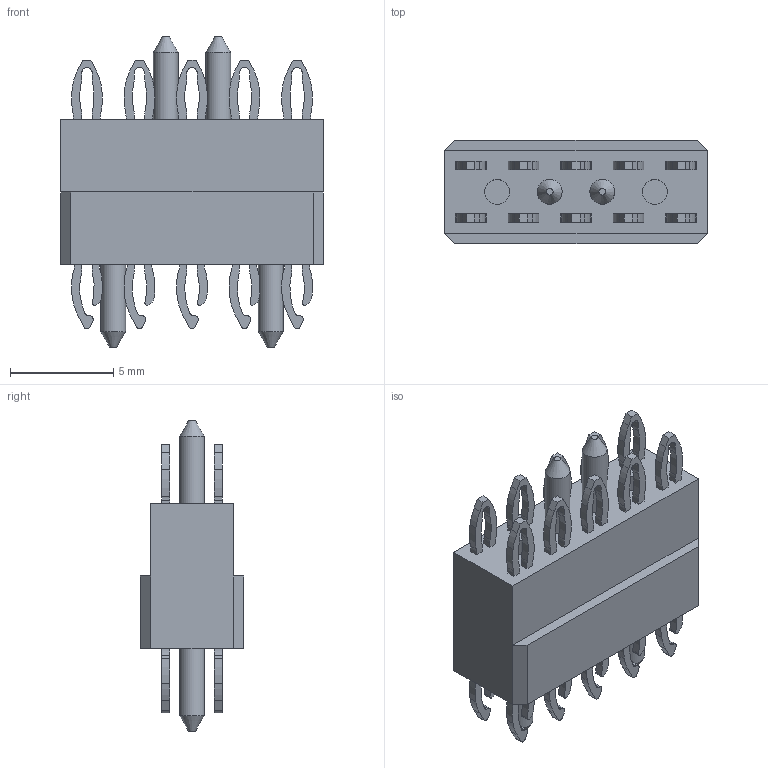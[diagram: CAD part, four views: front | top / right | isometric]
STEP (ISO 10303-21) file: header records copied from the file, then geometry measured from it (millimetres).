
FILE_DESCRIPTION(/* description */ (''),/* implementation_level */ '2;1');
FILE_NAME(/* name */ 'B2B-KON_41.10.254.01.01.step',/* time_stamp */ '2024-04-03T07:09:14+02:00',/* author */ (''),/* organization */ (''),/* preprocessor_version */ 'ST-DEVELOPER v20',/* originating_system */ 'Autodesk Translation Framework v12.20.1.177',/* authorisation */ '');
FILE_SCHEMA (('AUTOMOTIVE_DESIGN { 1 0 10303 214 3 1 1 }'));
Length unit declared in the file: millimetre
Products named in the file (1): B2B-KON_41.10.254.01.01
Bounding box: 12.7 x 5 x 15 mm (x, y, z)
Volume: 403.9 mm3; surface area: 674.5 mm2
Topology: 1 solids, 1 shells, 524 faces, 1474 edges, 980 vertices
Faces by surface type: cylinder 298, plane 222, cone 4
Full cylindrical faces by diameter (mm): 1.2 x8
Entity records: 17214 total; most frequent: DIRECTION 3124, CARTESIAN_POINT 2979, ORIENTED_EDGE 2948, EDGE_CURVE 1474, AXIS2_PLACEMENT_3D 1125, VERTEX_POINT 980, LINE 874, VECTOR 874
